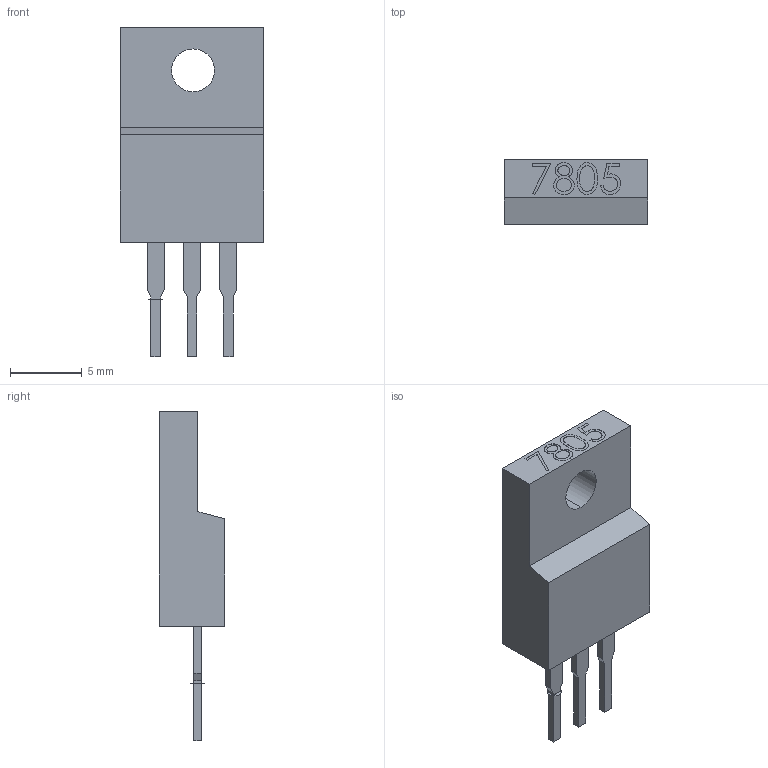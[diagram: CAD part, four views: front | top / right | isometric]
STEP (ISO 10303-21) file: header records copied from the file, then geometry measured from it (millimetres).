
FILE_DESCRIPTION (( 'STEP AP214' ), '1' );
FILE_NAME ('7805.STEP', '2022-12-15T23:40:03', ( '' ), ( '' ), 'SwSTEP 2.0', 'SolidWorks 2022', '' );
FILE_SCHEMA (( 'AUTOMOTIVE_DESIGN' ));
Length unit declared in the file: millimetre
Products named in the file (1): 7805
Bounding box: 10 x 4.57 x 23.01 mm (x, y, z)
Volume: 542 mm3; surface area: 577.2 mm2
Topology: 1 solids, 1 shells, 98 faces, 252 edges, 168 vertices
Faces by surface type: plane 60, bspline 34, cylinder 4
Entity records: 5991 total; most frequent: CARTESIAN_POINT 2873, ORIENTED_EDGE 504, DIRECTION 322, EDGE_CURVE 252, VECTOR 176, LINE 176, VERTEX_POINT 168, EDGE_LOOP 112
